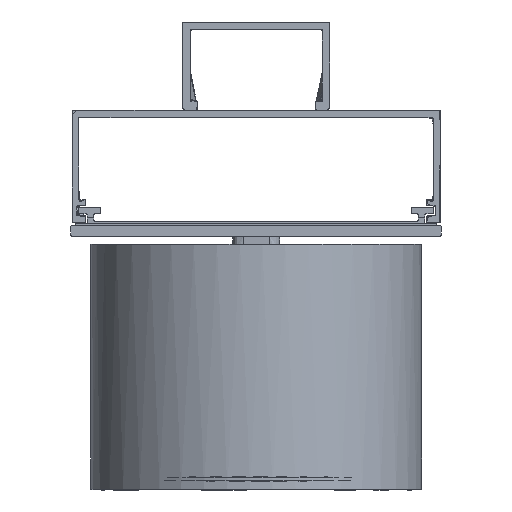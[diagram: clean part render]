
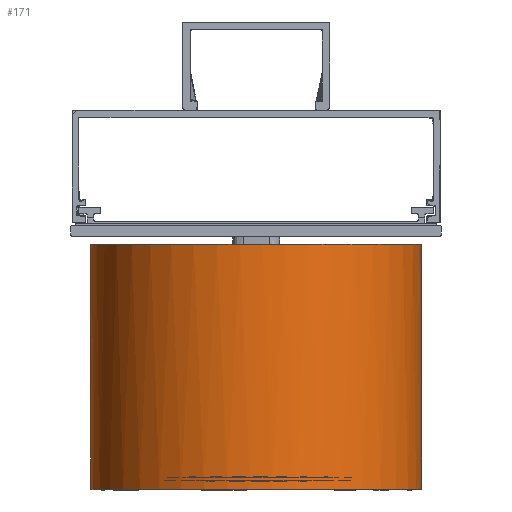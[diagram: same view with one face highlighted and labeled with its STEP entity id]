
A CAD part, front view. The second image highlights one B-rep face of the part: STEP entity #171.
In plain terms, the highlighted free-form (B-spline) face has degree [1, 2] with [2, 5] control points.
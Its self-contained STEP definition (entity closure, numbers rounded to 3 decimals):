
#171=ADVANCED_FACE('',(#309),#2127,.T.);
#309=FACE_OUTER_BOUND('',#453,.T.);
#453=EDGE_LOOP('',(#1008,#1009,#1010,#1011));
#1008=ORIENTED_EDGE('',*,*,#1426,.T.);
#1009=ORIENTED_EDGE('',*,*,#1418,.F.);
#1010=ORIENTED_EDGE('',*,*,#1416,.F.);
#1011=ORIENTED_EDGE('',*,*,#1427,.F.);
#1416=EDGE_CURVE('',#2027,#2028,#1675,.T.);
#1418=EDGE_CURVE('',#2028,#2034,#1789,.T.);
#1426=EDGE_CURVE('',#2033,#2034,#1677,.T.);
#1427=EDGE_CURVE('',#2033,#2027,#1796,.T.);
#1675=B_SPLINE_CURVE_WITH_KNOTS('',1,(#5079,#5080),.UNSPECIFIED.,.F.,.F.,
(2,2),(6.908,73.501),.UNSPECIFIED.);
#1677=B_SPLINE_CURVE_WITH_KNOTS('',1,(#5119,#5120),.UNSPECIFIED.,.F.,.F.,
(2,2),(6.908,73.501),.UNSPECIFIED.);
#1789=(
BOUNDED_CURVE()
B_SPLINE_CURVE(2,(#5086,#5087,#5088,#5089,#5090),.UNSPECIFIED.,.F.,.F.)
B_SPLINE_CURVE_WITH_KNOTS((3,2,3),(-281.487,-211.115,
-140.743),.UNSPECIFIED.)
CURVE()
GEOMETRIC_REPRESENTATION_ITEM()
RATIONAL_B_SPLINE_CURVE((1.,0.707,1.,0.707,1.))
REPRESENTATION_ITEM('')
);
#1796=(
BOUNDED_CURVE()
B_SPLINE_CURVE(2,(#5121,#5122,#5123,#5124,#5125),.UNSPECIFIED.,.F.,.F.)
B_SPLINE_CURVE_WITH_KNOTS((3,2,3),(282.743,353.429,424.115),
 .UNSPECIFIED.)
CURVE()
GEOMETRIC_REPRESENTATION_ITEM()
RATIONAL_B_SPLINE_CURVE((1.,0.707,1.,0.707,1.))
REPRESENTATION_ITEM('')
);
#2027=VERTEX_POINT('',#5067);
#2028=VERTEX_POINT('',#5068);
#2033=VERTEX_POINT('',#5073);
#2034=VERTEX_POINT('',#5074);
#2127=(
BOUNDED_SURFACE()
B_SPLINE_SURFACE(1,2,((#4957,#4958,#4959,#4960,#4961),(#4962,#4963,#4964,
#4965,#4966)),.UNSPECIFIED.,.F.,.F.,.F.)
B_SPLINE_SURFACE_WITH_KNOTS((2,2),(3,2,3),(0.,80.409),(141.372,
212.058,282.743),.UNSPECIFIED.)
GEOMETRIC_REPRESENTATION_ITEM()
RATIONAL_B_SPLINE_SURFACE(((1.,0.707,1.,0.707,1.),
(1.,0.707,1.,0.707,1.)))
REPRESENTATION_ITEM('')
SURFACE()
);
#4957=CARTESIAN_POINT('',(87.822,-63.832,-3.121));
#4958=CARTESIAN_POINT('',(87.822,-108.832,-3.121));
#4959=CARTESIAN_POINT('',(42.822,-108.832,-3.121));
#4960=CARTESIAN_POINT('',(-2.178,-108.832,-3.121));
#4961=CARTESIAN_POINT('',(-2.178,-63.832,-3.121));
#4962=CARTESIAN_POINT('',(87.822,-63.832,-83.53));
#4963=CARTESIAN_POINT('',(87.822,-108.832,-83.53));
#4964=CARTESIAN_POINT('',(42.822,-108.832,-83.53));
#4965=CARTESIAN_POINT('',(-2.178,-108.832,-83.53));
#4966=CARTESIAN_POINT('',(-2.178,-63.832,-83.53));
#5067=CARTESIAN_POINT('',(-2.178,-63.832,-10.029));
#5068=CARTESIAN_POINT('',(-2.178,-63.832,-76.623));
#5073=CARTESIAN_POINT('',(87.822,-63.832,-10.029));
#5074=CARTESIAN_POINT('',(87.822,-63.832,-76.623));
#5079=CARTESIAN_POINT('',(-2.178,-63.832,-10.029));
#5080=CARTESIAN_POINT('',(-2.178,-63.832,-76.623));
#5086=CARTESIAN_POINT('',(-2.178,-63.832,-76.623));
#5087=CARTESIAN_POINT('',(-2.178,-108.832,-76.623));
#5088=CARTESIAN_POINT('',(42.822,-108.832,-76.623));
#5089=CARTESIAN_POINT('',(87.822,-108.832,-76.623));
#5090=CARTESIAN_POINT('',(87.822,-63.832,-76.623));
#5119=CARTESIAN_POINT('',(87.822,-63.832,-10.029));
#5120=CARTESIAN_POINT('',(87.822,-63.832,-76.623));
#5121=CARTESIAN_POINT('',(87.822,-63.832,-10.029));
#5122=CARTESIAN_POINT('',(87.822,-108.832,-10.029));
#5123=CARTESIAN_POINT('',(42.822,-108.832,-10.029));
#5124=CARTESIAN_POINT('',(-2.178,-108.832,-10.029));
#5125=CARTESIAN_POINT('',(-2.178,-63.832,-10.029));
